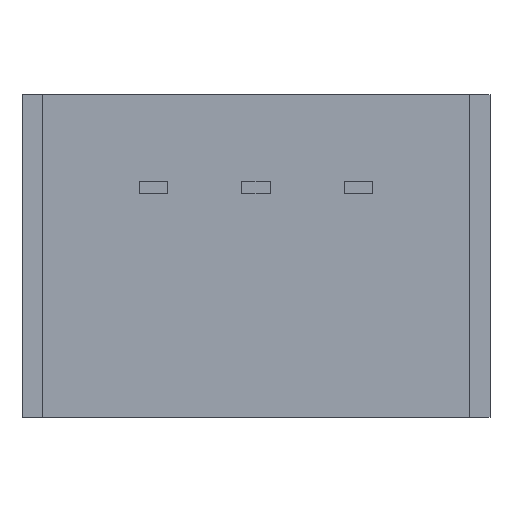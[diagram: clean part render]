
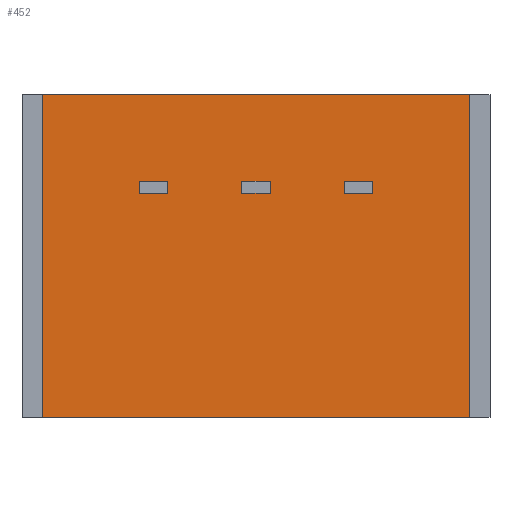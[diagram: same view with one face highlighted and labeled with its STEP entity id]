
A CAD part, front view. The second image highlights one B-rep face of the part: STEP entity #452.
In plain terms, the highlighted planar face has unit normal (0, -1, 0).
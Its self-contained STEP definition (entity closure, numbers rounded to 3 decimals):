
#35 = CARTESIAN_POINT ( 'NONE',  ( 2.19, 0., 5.55 ) ) ;
#54 = CARTESIAN_POINT ( 'NONE',  ( -0.35, 0., 5.85 ) ) ;
#63 = EDGE_LOOP ( 'NONE', ( #682, #1043, #417, #1220 ) ) ;
#74 = DIRECTION ( 'NONE',  ( 0., 0., 1. ) ) ;
#80 = LINE ( 'NONE', #924, #1070 ) ;
#105 = CARTESIAN_POINT ( 'NONE',  ( -5.3, 0., 0. ) ) ;
#108 = LINE ( 'NONE', #487, #987 ) ;
#111 = CARTESIAN_POINT ( 'NONE',  ( 2.89, 0., 5.55 ) ) ;
#115 = FACE_OUTER_BOUND ( 'NONE', #892, .T. ) ;
#152 = EDGE_CURVE ( 'NONE', #875, #908, #905, .T. ) ;
#159 = LINE ( 'NONE', #35, #510 ) ;
#162 = CARTESIAN_POINT ( 'NONE',  ( 0.35, 0., 5.55 ) ) ;
#189 = VECTOR ( 'NONE', #937, 1000. ) ;
#197 = ORIENTED_EDGE ( 'NONE', *, *, #379, .F. ) ;
#203 = AXIS2_PLACEMENT_3D ( 'NONE', #376, #1028, #74 ) ;
#230 = VECTOR ( 'NONE', #514, 1000. ) ;
#242 = VECTOR ( 'NONE', #1077, 1000. ) ;
#250 = CARTESIAN_POINT ( 'NONE',  ( 0.35, 0., 5.85 ) ) ;
#257 = CARTESIAN_POINT ( 'NONE',  ( -5.3, 0., 8. ) ) ;
#263 = DIRECTION ( 'NONE',  ( 0., 0., -1. ) ) ;
#264 = EDGE_CURVE ( 'NONE', #265, #400, #481, .T. ) ;
#265 = VERTEX_POINT ( 'NONE', #1095 ) ;
#289 = DIRECTION ( 'NONE',  ( 0., 0., 1. ) ) ;
#327 = CARTESIAN_POINT ( 'NONE',  ( -0.35, 0., 5.85 ) ) ;
#340 = ORIENTED_EDGE ( 'NONE', *, *, #152, .F. ) ;
#344 = EDGE_CURVE ( 'NONE', #980, #875, #570, .T. ) ;
#349 = CARTESIAN_POINT ( 'NONE',  ( 0.35, 0., 5.85 ) ) ;
#361 = VECTOR ( 'NONE', #263, 1000. ) ;
#376 = CARTESIAN_POINT ( 'NONE',  ( -5.3, 0., 8. ) ) ;
#379 = EDGE_CURVE ( 'NONE', #908, #847, #691, .T. ) ;
#400 = VERTEX_POINT ( 'NONE', #1230 ) ;
#417 = ORIENTED_EDGE ( 'NONE', *, *, #544, .F. ) ;
#419 = CARTESIAN_POINT ( 'NONE',  ( 2.19, 0., 5.85 ) ) ;
#449 = ORIENTED_EDGE ( 'NONE', *, *, #950, .F. ) ;
#452 = ADVANCED_FACE ( 'NONE', ( #711, #115, #1195 ), #1225, .F. ) ;
#464 = EDGE_CURVE ( 'NONE', #606, #747, #80, .T. ) ;
#481 = LINE ( 'NONE', #257, #941 ) ;
#487 = CARTESIAN_POINT ( 'NONE',  ( -0.35, 0., 5.55 ) ) ;
#497 = CARTESIAN_POINT ( 'NONE',  ( 2.89, 0., 5.85 ) ) ;
#510 = VECTOR ( 'NONE', #884, 1000. ) ;
#514 = DIRECTION ( 'NONE',  ( -1., 0., 0. ) ) ;
#517 = CARTESIAN_POINT ( 'NONE',  ( 2.19, 0., 5.85 ) ) ;
#520 = CARTESIAN_POINT ( 'NONE',  ( -0.35, 0., 5.55 ) ) ;
#541 = CARTESIAN_POINT ( 'NONE',  ( 5.3, 0., 8. ) ) ;
#544 = EDGE_CURVE ( 'NONE', #1123, #1007, #559, .T. ) ;
#546 = DIRECTION ( 'NONE',  ( 0., 0., 1. ) ) ;
#559 = LINE ( 'NONE', #755, #1053 ) ;
#570 = LINE ( 'NONE', #250, #1056 ) ;
#575 = ORIENTED_EDGE ( 'NONE', *, *, #464, .T. ) ;
#584 = EDGE_CURVE ( 'NONE', #265, #606, #1021, .T. ) ;
#606 = VERTEX_POINT ( 'NONE', #105 ) ;
#627 = EDGE_CURVE ( 'NONE', #981, #1123, #829, .T. ) ;
#645 = ORIENTED_EDGE ( 'NONE', *, *, #344, .F. ) ;
#682 = ORIENTED_EDGE ( 'NONE', *, *, #1042, .F. ) ;
#691 = LINE ( 'NONE', #920, #886 ) ;
#711 = FACE_BOUND ( 'NONE', #733, .T. ) ;
#729 = CARTESIAN_POINT ( 'NONE',  ( 2.19, 0., 5.55 ) ) ;
#733 = EDGE_LOOP ( 'NONE', ( #645, #1075, #197, #340 ) ) ;
#747 = VERTEX_POINT ( 'NONE', #1069 ) ;
#755 = CARTESIAN_POINT ( 'NONE',  ( 2.19, 0., 5.85 ) ) ;
#762 = VERTEX_POINT ( 'NONE', #111 ) ;
#767 = EDGE_CURVE ( 'NONE', #1007, #762, #159, .T. ) ;
#829 = LINE ( 'NONE', #517, #242 ) ;
#846 = DIRECTION ( 'NONE',  ( 0., 0., -1. ) ) ;
#847 = VERTEX_POINT ( 'NONE', #520 ) ;
#868 = VECTOR ( 'NONE', #289, 1000. ) ;
#875 = VERTEX_POINT ( 'NONE', #349 ) ;
#884 = DIRECTION ( 'NONE',  ( 1., 0., 0. ) ) ;
#886 = VECTOR ( 'NONE', #1023, 1000. ) ;
#892 = EDGE_LOOP ( 'NONE', ( #575, #449, #993, #1246 ) ) ;
#905 = LINE ( 'NONE', #327, #230 ) ;
#908 = VERTEX_POINT ( 'NONE', #54 ) ;
#917 = DIRECTION ( 'NONE',  ( 1., 0., 0. ) ) ;
#920 = CARTESIAN_POINT ( 'NONE',  ( -0.35, 0., 5.85 ) ) ;
#924 = CARTESIAN_POINT ( 'NONE',  ( -5.3, 0., 0. ) ) ;
#937 = DIRECTION ( 'NONE',  ( 0., 0., -1. ) ) ;
#941 = VECTOR ( 'NONE', #917, 1000. ) ;
#950 = EDGE_CURVE ( 'NONE', #400, #747, #1001, .T. ) ;
#980 = VERTEX_POINT ( 'NONE', #162 ) ;
#981 = VERTEX_POINT ( 'NONE', #1102 ) ;
#987 = VECTOR ( 'NONE', #1137, 1000. ) ;
#993 = ORIENTED_EDGE ( 'NONE', *, *, #264, .F. ) ;
#1001 = LINE ( 'NONE', #541, #361 ) ;
#1007 = VERTEX_POINT ( 'NONE', #729 ) ;
#1013 = DIRECTION ( 'NONE',  ( 1., 0., 0. ) ) ;
#1021 = LINE ( 'NONE', #1135, #189 ) ;
#1023 = DIRECTION ( 'NONE',  ( 0., 0., -1. ) ) ;
#1028 = DIRECTION ( 'NONE',  ( 0., 1., 0. ) ) ;
#1042 = EDGE_CURVE ( 'NONE', #762, #981, #1048, .T. ) ;
#1043 = ORIENTED_EDGE ( 'NONE', *, *, #767, .F. ) ;
#1048 = LINE ( 'NONE', #497, #868 ) ;
#1053 = VECTOR ( 'NONE', #846, 1000. ) ;
#1056 = VECTOR ( 'NONE', #546, 1000. ) ;
#1069 = CARTESIAN_POINT ( 'NONE',  ( 5.3, 0., 0. ) ) ;
#1070 = VECTOR ( 'NONE', #1013, 1000. ) ;
#1075 = ORIENTED_EDGE ( 'NONE', *, *, #1093, .F. ) ;
#1077 = DIRECTION ( 'NONE',  ( -1., 0., 0. ) ) ;
#1093 = EDGE_CURVE ( 'NONE', #847, #980, #108, .T. ) ;
#1095 = CARTESIAN_POINT ( 'NONE',  ( -5.3, 0., 8. ) ) ;
#1102 = CARTESIAN_POINT ( 'NONE',  ( 2.89, 0., 5.85 ) ) ;
#1123 = VERTEX_POINT ( 'NONE', #419 ) ;
#1135 = CARTESIAN_POINT ( 'NONE',  ( -5.3, 0., 8. ) ) ;
#1137 = DIRECTION ( 'NONE',  ( 1., 0., 0. ) ) ;
#1195 = FACE_BOUND ( 'NONE', #63, .T. ) ;
#1220 = ORIENTED_EDGE ( 'NONE', *, *, #627, .F. ) ;
#1225 = PLANE ( 'NONE',  #203 ) ;
#1230 = CARTESIAN_POINT ( 'NONE',  ( 5.3, 0., 8. ) ) ;
#1246 = ORIENTED_EDGE ( 'NONE', *, *, #584, .T. ) ;
